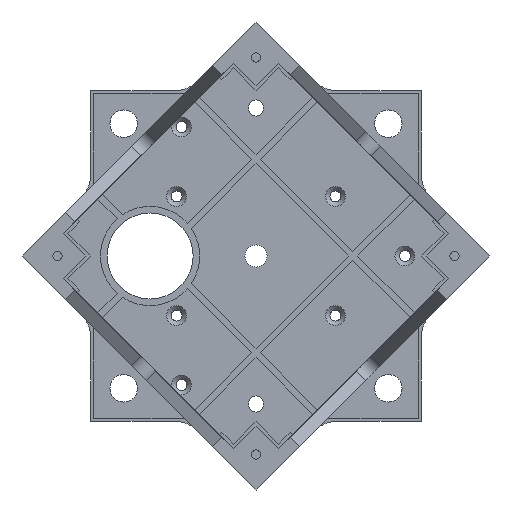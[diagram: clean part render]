
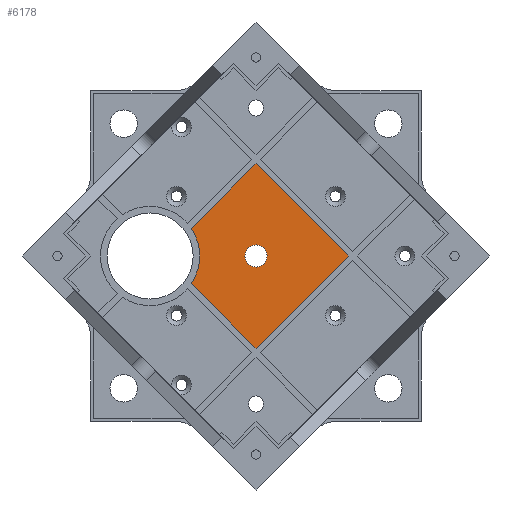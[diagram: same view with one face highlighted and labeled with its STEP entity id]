
A CAD part, front view. The second image highlights one B-rep face of the part: STEP entity #6178.
In plain terms, the highlighted planar face has unit normal (0, -1, 0).
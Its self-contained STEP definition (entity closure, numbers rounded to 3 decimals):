
#60=FACE_BOUND('',#814,.T.);
#221=PLANE('',#6664);
#484=FACE_OUTER_BOUND('',#813,.T.);
#813=EDGE_LOOP('',(#5411,#5412,#5413,#5414,#5415));
#814=EDGE_LOOP('',(#5416));
#1418=LINE('',#9829,#2106);
#1421=LINE('',#9834,#2109);
#1424=LINE('',#9842,#2112);
#1426=LINE('',#9845,#2114);
#2106=VECTOR('',#7937,10.);
#2109=VECTOR('',#7942,10.);
#2112=VECTOR('',#7951,10.);
#2114=VECTOR('',#7955,10.);
#2451=CIRCLE('',#6589,15.);
#2466=CIRCLE('',#6665,3.325);
#3004=VERTEX_POINT('',#9827);
#3005=VERTEX_POINT('',#9828);
#3006=VERTEX_POINT('',#9833);
#3007=VERTEX_POINT('',#9837);
#3008=VERTEX_POINT('',#9841);
#3068=VERTEX_POINT('',#10090);
#3792=EDGE_CURVE('',#3004,#3005,#1418,.T.);
#3795=EDGE_CURVE('',#3005,#3006,#1421,.T.);
#3797=EDGE_CURVE('',#3006,#3007,#2451,.T.);
#3799=EDGE_CURVE('',#3007,#3008,#1424,.T.);
#3801=EDGE_CURVE('',#3008,#3004,#1426,.T.);
#3928=EDGE_CURVE('',#3068,#3068,#2466,.T.);
#5411=ORIENTED_EDGE('',*,*,#3792,.T.);
#5412=ORIENTED_EDGE('',*,*,#3795,.T.);
#5413=ORIENTED_EDGE('',*,*,#3797,.T.);
#5414=ORIENTED_EDGE('',*,*,#3799,.T.);
#5415=ORIENTED_EDGE('',*,*,#3801,.T.);
#5416=ORIENTED_EDGE('',*,*,#3928,.T.);
#6178=ADVANCED_FACE('',(#484,#60),#221,.T.);
#6589=AXIS2_PLACEMENT_3D('',#9838,#7946,#7947);
#6664=AXIS2_PLACEMENT_3D('',#10089,#8212,#8213);
#6665=AXIS2_PLACEMENT_3D('',#10091,#8214,#8215);
#7937=DIRECTION('',(-0.707,0.,0.707));
#7942=DIRECTION('',(-0.707,0.,-0.707));
#7946=DIRECTION('center_axis',(0.,1.,0.));
#7947=DIRECTION('ref_axis',(1.,0.,0.));
#7951=DIRECTION('',(0.707,0.,-0.707));
#7955=DIRECTION('',(0.707,0.,0.707));
#8212=DIRECTION('center_axis',(0.,-1.,0.));
#8213=DIRECTION('ref_axis',(0.,0.,-1.));
#8214=DIRECTION('center_axis',(0.,1.,0.));
#8215=DIRECTION('ref_axis',(1.,0.,0.));
#9827=CARTESIAN_POINT('',(27.875,584.,0.));
#9828=CARTESIAN_POINT('',(0.,584.,27.875));
#9829=CARTESIAN_POINT('',(6.969,584.,20.906));
#9833=CARTESIAN_POINT('',(-19.533,584.,8.342));
#9834=CARTESIAN_POINT('',(-16.735,584.,11.14));
#9837=CARTESIAN_POINT('',(-19.533,584.,-8.342));
#9838=CARTESIAN_POINT('Origin',(-32.,584.,0.));
#9841=CARTESIAN_POINT('',(0.,584.,-27.875));
#9842=CARTESIAN_POINT('',(-6.969,584.,-20.906));
#9845=CARTESIAN_POINT('',(20.906,584.,-6.969));
#10089=CARTESIAN_POINT('Origin',(0.,584.,0.));
#10090=CARTESIAN_POINT('',(-3.325,584.,0.));
#10091=CARTESIAN_POINT('Origin',(0.,584.,0.));
